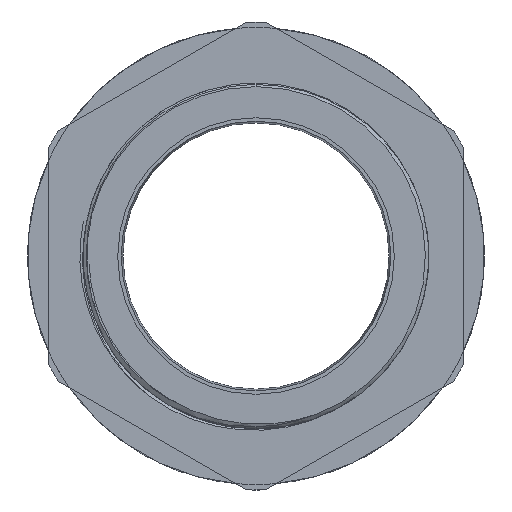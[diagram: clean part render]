
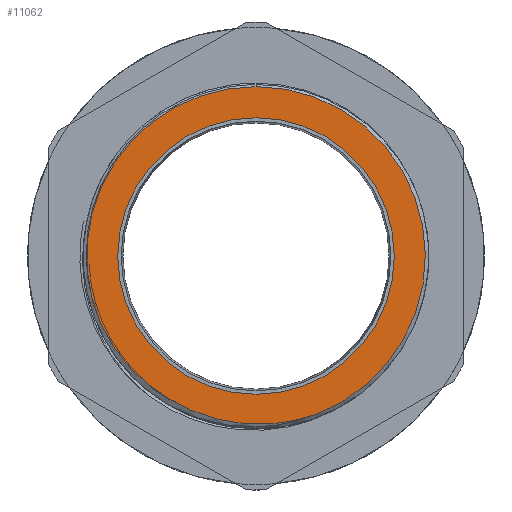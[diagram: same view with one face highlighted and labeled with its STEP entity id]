
A CAD part, front view. The second image highlights one B-rep face of the part: STEP entity #11062.
In plain terms, the highlighted planar face has unit normal (0, -1, 0).
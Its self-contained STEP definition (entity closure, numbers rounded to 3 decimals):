
#289 = EDGE_LOOP ( 'NONE', ( #646, #3928 ) ) ;
#375 = CARTESIAN_POINT ( 'NONE',  ( -22.486, -18., -9.727 ) ) ;
#430 = CARTESIAN_POINT ( 'NONE',  ( -12.232, -18., -20.983 ) ) ;
#646 = ORIENTED_EDGE ( 'NONE', *, *, #12997, .F. ) ;
#802 = CARTESIAN_POINT ( 'NONE',  ( 2.648, -18., -24.299 ) ) ;
#1061 = FACE_OUTER_BOUND ( 'NONE', #9213, .T. ) ;
#1451 = CARTESIAN_POINT ( 'NONE',  ( -21.821, -18., -11.108 ) ) ;
#1492 = CARTESIAN_POINT ( 'NONE',  ( -9.42, -18., -22.275 ) ) ;
#1661 = CARTESIAN_POINT ( 'NONE',  ( 0., -18., 0. ) ) ;
#1877 = CARTESIAN_POINT ( 'NONE',  ( 7.222, -18., -23.435 ) ) ;
#2384 = CIRCLE ( 'NONE', #3963, 24.5 ) ;
#2507 = CARTESIAN_POINT ( 'NONE',  ( -20.642, -18., -13.096 ) ) ;
#2728 = DIRECTION ( 'NONE',  ( 0., 0., -1. ) ) ;
#3067 = CARTESIAN_POINT ( 'NONE',  ( 0., -18., 0. ) ) ;
#3450 = CARTESIAN_POINT ( 'NONE',  ( 0., -18., 24.5 ) ) ;
#3591 = CARTESIAN_POINT ( 'NONE',  ( -19.27, -18., -14.977 ) ) ;
#3595 = B_SPLINE_CURVE_WITH_KNOTS ( 'NONE', 3,
 ( #10236, #9217, #11242, #5050, #12246, #6121, #13243, #7196, #802, #8255, #1877, #9263 ),
 .UNSPECIFIED., .F., .F.,
 ( 4, 2, 2, 2, 2, 4 ),
 ( 0., 0.005, 0.007, 0.009, 0.014, 0.019 ),
 .UNSPECIFIED. ) ;
#3928 = ORIENTED_EDGE ( 'NONE', *, *, #7499, .F. ) ;
#3963 = AXIS2_PLACEMENT_3D ( 'NONE', #11149, #4953, #12164 ) ;
#4154 = DIRECTION ( 'NONE',  ( 0., 0., -1. ) ) ;
#4279 = CARTESIAN_POINT ( 'NONE',  ( 0., -18., 0. ) ) ;
#4669 = CARTESIAN_POINT ( 'NONE',  ( -17.727, -18., -16.72 ) ) ;
#4688 = ORIENTED_EDGE ( 'NONE', *, *, #8686, .T. ) ;
#4953 = DIRECTION ( 'NONE',  ( 0., -1., 0. ) ) ;
#5050 = CARTESIAN_POINT ( 'NONE',  ( -4.253, -18., -23.917 ) ) ;
#5336 = DIRECTION ( 'NONE',  ( 0., 0., 1. ) ) ;
#5685 = CARTESIAN_POINT ( 'NONE',  ( -22.17, -18., -10.425 ) ) ;
#5741 = CARTESIAN_POINT ( 'NONE',  ( -16.027, -18., -18.306 ) ) ;
#5987 = EDGE_CURVE ( 'NONE', #12824, #8035, #12036, .T. ) ;
#6083 = PLANE ( 'NONE',  #10966 ) ;
#6121 = CARTESIAN_POINT ( 'NONE',  ( -1.952, -18., -24.252 ) ) ;
#6200 = VERTEX_POINT ( 'NONE', #6754 ) ;
#6394 = FACE_BOUND ( 'NONE', #289, .T. ) ;
#6464 = AXIS2_PLACEMENT_3D ( 'NONE', #3067, #10395, #4154 ) ;
#6754 = CARTESIAN_POINT ( 'NONE',  ( -9.42, -18., -22.275 ) ) ;
#6825 = CARTESIAN_POINT ( 'NONE',  ( -14.179, -18., -19.723 ) ) ;
#7080 = CARTESIAN_POINT ( 'NONE',  ( -22.486, -18., -9.727 ) ) ;
#7160 = DIRECTION ( 'NONE',  ( 0., 0., 1. ) ) ;
#7196 = CARTESIAN_POINT ( 'NONE',  ( 1.114, -18., -24.391 ) ) ;
#7499 = EDGE_CURVE ( 'NONE', #13289, #7577, #7581, .T. ) ;
#7577 = VERTEX_POINT ( 'NONE', #10523 ) ;
#7581 = CIRCLE ( 'NONE', #6464, 20. ) ;
#7639 = ORIENTED_EDGE ( 'NONE', *, *, #9865, .T. ) ;
#7853 = AXIS2_PLACEMENT_3D ( 'NONE', #1661, #9067, #2728 ) ;
#7886 = CARTESIAN_POINT ( 'NONE',  ( -10.863, -18., -21.695 ) ) ;
#7961 = B_SPLINE_CURVE_WITH_KNOTS ( 'NONE', 3,
 ( #375, #5685, #1451, #8866, #2507, #9872, #3591, #10880, #4669, #11889, #5741, #12889, #6825, #430, #7886, #1492 ),
 .UNSPECIFIED., .F., .F.,
 ( 4, 2, 2, 2, 2, 2, 2, 4 ),
 ( 0.03, 0.032, 0.035, 0.037, 0.039, 0.042, 0.044, 0.049 ),
 .UNSPECIFIED. ) ;
#8035 = VERTEX_POINT ( 'NONE', #7080 ) ;
#8255 = CARTESIAN_POINT ( 'NONE',  ( 5.714, -18., -23.82 ) ) ;
#8626 = EDGE_CURVE ( 'NONE', #10935, #12824, #2384, .T. ) ;
#8686 = EDGE_CURVE ( 'NONE', #6200, #10935, #3595, .T. ) ;
#8866 = CARTESIAN_POINT ( 'NONE',  ( -21.057, -18., -12.443 ) ) ;
#8969 = CIRCLE ( 'NONE', #7853, 20. ) ;
#9067 = DIRECTION ( 'NONE',  ( 0., -1., 0. ) ) ;
#9213 = EDGE_LOOP ( 'NONE', ( #7639, #4688, #12190, #12043 ) ) ;
#9217 = CARTESIAN_POINT ( 'NONE',  ( -7.999, -18., -22.906 ) ) ;
#9263 = CARTESIAN_POINT ( 'NONE',  ( 8.684, -18., -22.909 ) ) ;
#9791 = CARTESIAN_POINT ( 'NONE',  ( 0., -18., 20. ) ) ;
#9865 = EDGE_CURVE ( 'NONE', #8035, #6200, #7961, .T. ) ;
#9872 = CARTESIAN_POINT ( 'NONE',  ( -19.747, -18., -14.366 ) ) ;
#10236 = CARTESIAN_POINT ( 'NONE',  ( -9.42, -18., -22.275 ) ) ;
#10395 = DIRECTION ( 'NONE',  ( 0., -1., 0. ) ) ;
#10523 = CARTESIAN_POINT ( 'NONE',  ( 0., -18., -20. ) ) ;
#10880 = CARTESIAN_POINT ( 'NONE',  ( -18.262, -18., -16.154 ) ) ;
#10935 = VERTEX_POINT ( 'NONE', #11081 ) ;
#10966 = AXIS2_PLACEMENT_3D ( 'NONE', #12212, #13199, #7160 ) ;
#11062 = ADVANCED_FACE ( 'NONE', ( #6394, #1061 ), #6083, .F. ) ;
#11081 = CARTESIAN_POINT ( 'NONE',  ( 8.684, -18., -22.909 ) ) ;
#11149 = CARTESIAN_POINT ( 'NONE',  ( 0., -18., 0. ) ) ;
#11242 = CARTESIAN_POINT ( 'NONE',  ( -6.52, -18., -23.398 ) ) ;
#11512 = DIRECTION ( 'NONE',  ( 0., -1., 0. ) ) ;
#11889 = CARTESIAN_POINT ( 'NONE',  ( -16.61, -18., -17.796 ) ) ;
#11935 = AXIS2_PLACEMENT_3D ( 'NONE', #4279, #11512, #5336 ) ;
#12036 = CIRCLE ( 'NONE', #11935, 24.5 ) ;
#12043 = ORIENTED_EDGE ( 'NONE', *, *, #5987, .T. ) ;
#12164 = DIRECTION ( 'NONE',  ( 0., 0., 1. ) ) ;
#12190 = ORIENTED_EDGE ( 'NONE', *, *, #8626, .T. ) ;
#12212 = CARTESIAN_POINT ( 'NONE',  ( 0., -18., 0. ) ) ;
#12246 = CARTESIAN_POINT ( 'NONE',  ( -3.485, -18., -24.054 ) ) ;
#12824 = VERTEX_POINT ( 'NONE', #3450 ) ;
#12889 = CARTESIAN_POINT ( 'NONE',  ( -14.812, -18., -19.269 ) ) ;
#12997 = EDGE_CURVE ( 'NONE', #7577, #13289, #8969, .T. ) ;
#13199 = DIRECTION ( 'NONE',  ( 0., 1., 0. ) ) ;
#13243 = CARTESIAN_POINT ( 'NONE',  ( -1.186, -18., -24.315 ) ) ;
#13289 = VERTEX_POINT ( 'NONE', #9791 ) ;
